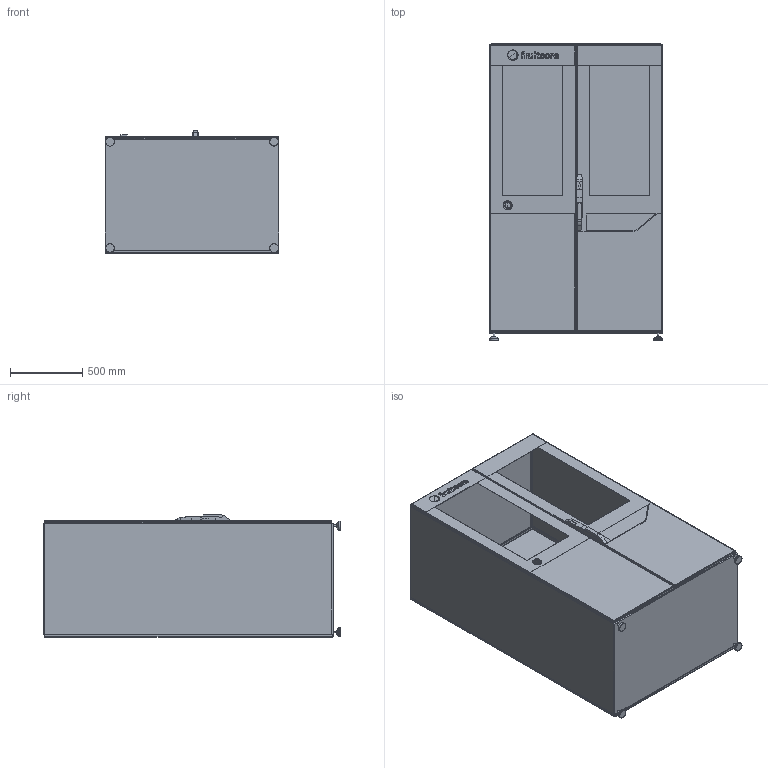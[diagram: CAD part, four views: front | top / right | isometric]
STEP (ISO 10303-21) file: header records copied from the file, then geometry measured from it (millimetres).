
FILE_DESCRIPTION (( 'STEP AP214' ), '1' );
FILE_NAME ('horstCUBE_Variante_4.STEP', '2023-09-28T10:08:35', ( '' ), ( '' ), 'SwSTEP 2.0', 'SolidWorks 2019', '' );
FILE_SCHEMA (( 'AUTOMOTIVE_DESIGN' ));
Length unit declared in the file: millimetre
Products named in the file (1): horstCUBE_Variante_4
Bounding box: 1202 x 2052 x 848.11 mm (x, y, z)
Volume: 29071188.8 mm3; surface area: 22505393.4 mm2
Topology: 17 solids, 17 shells, 1001 faces, 3058 edges, 2078 vertices
Faces by surface type: cylinder 504, plane 324, bspline 155, cone 17, torus 1
Full cylindrical faces by diameter (mm): 9 x315, 11 x3, 12 x7, 14 x3, 58.5 x3, 60 x4
Entity records: 44714 total; most frequent: CARTESIAN_POINT 8806, ORIENTED_EDGE 4712, DIRECTION 4660, EDGE_CURVE 2356, EDGE_LOOP 2030, AXIS2_PLACEMENT_3D 1825, VERTEX_POINT 1760, FACE_OUTER_BOUND 1342
